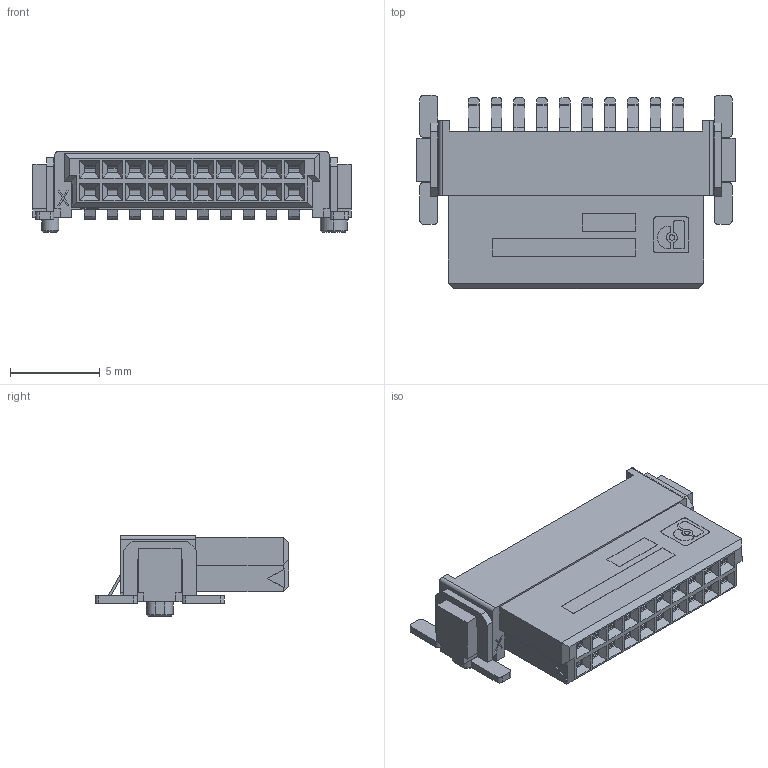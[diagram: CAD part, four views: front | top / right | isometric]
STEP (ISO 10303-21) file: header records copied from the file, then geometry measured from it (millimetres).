
FILE_DESCRIPTION(('Creo Elements/Direct Modeling STEP Export'),'2;1');
FILE_NAME('model.stp','2022-09-08T10:32:07',(''),(''),'Creo Elements/Direct Modeling STEP processor for AP214 (Solid Model)','Creo Elements/Direct Modeling 20.1D 10-Oct-2020 (C) Parametric Technology GmbH','');
FILE_SCHEMA(('AUTOMOTIVE_DESIGN { 1 0 10303 214 1 1 1 1 }'));
Length unit declared in the file: millimetre
Products named in the file (5): LPV_1_FR_1_27_FH_CONTACT_B.4; LPV_2_FR_1_27_FH_CONTACT_B.4; GEH_FR_1_27_20_FH_HOUSING; LR_FR_1_27_BOARD_LOCK.1; FR 1.27-20-FH
Assembly tree (23 placements, depth 2):
  FR 1.27-20-FH
    LPV_1_FR_1_27_FH_CONTACT_B.4  x10
    LPV_2_FR_1_27_FH_CONTACT_B.4  x10
    LR_FR_1_27_BOARD_LOCK.1  x2
    GEH_FR_1_27_20_FH_HOUSING
Bounding box: 17.79 x 10.8 x 4.53 mm (x, y, z)
Volume: 401.9 mm3; surface area: 1821.9 mm2
Topology: 23 solids, 23 shells, 1268 faces, 3515 edges, 2313 vertices
Faces by surface type: plane 983, cylinder 258, extrusion 19, bspline 4, cone 4
Entity records: 20748 total; most frequent: CARTESIAN_POINT 3446, ORIENTED_EDGE 2794, DIRECTION 2404, EDGE_CURVE 1397, VECTOR 1264, LINE 1245, VERTEX_POINT 901, EDGE_LOOP 584
